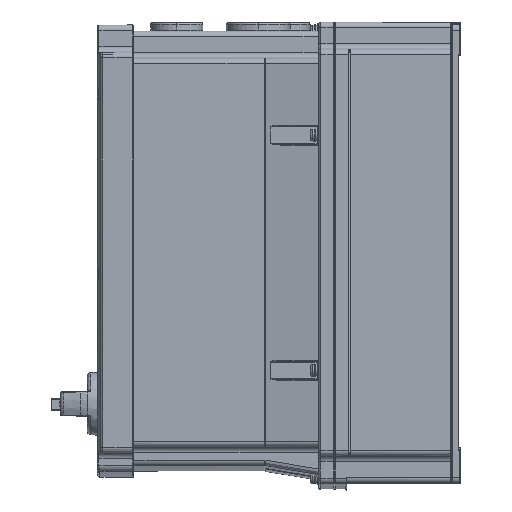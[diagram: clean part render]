
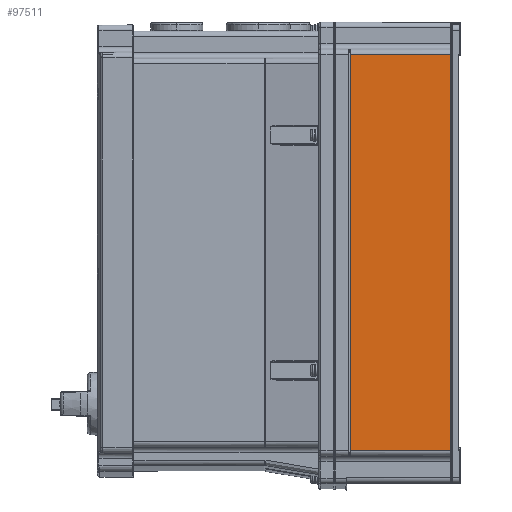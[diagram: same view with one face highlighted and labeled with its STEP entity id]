
A CAD part, left-side view. The second image highlights one B-rep face of the part: STEP entity #97511.
In plain terms, the highlighted planar face has unit normal (-1, 0, 0).
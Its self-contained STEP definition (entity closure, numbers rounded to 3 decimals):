
#4881 = DIRECTION ( 'NONE',  ( 0., 0., -1. ) ) ;
#13465 = EDGE_LOOP ( 'NONE', ( #83683, #45192, #69298, #96071 ) ) ;
#18550 = VERTEX_POINT ( 'NONE', #41080 ) ;
#18894 = DIRECTION ( 'NONE',  ( 0., 0., -1. ) ) ;
#21593 = DIRECTION ( 'NONE',  ( 0., 1., 0. ) ) ;
#31478 = AXIS2_PLACEMENT_3D ( 'NONE', #100889, #124712, #18894 ) ;
#40529 = CARTESIAN_POINT ( 'NONE',  ( -109., -9.207, 36.5 ) ) ;
#41080 = CARTESIAN_POINT ( 'NONE',  ( -109., -9.207, 109.5 ) ) ;
#44960 = CARTESIAN_POINT ( 'NONE',  ( -109., -177.547, -109.5 ) ) ;
#45192 = ORIENTED_EDGE ( 'NONE', *, *, #74455, .F. ) ;
#48741 = EDGE_CURVE ( 'NONE', #18550, #87931, #79035, .T. ) ;
#50748 = VERTEX_POINT ( 'NONE', #84721 ) ;
#53426 = LINE ( 'NONE', #100300, #153538 ) ;
#54709 = EDGE_CURVE ( 'NONE', #87931, #50748, #53426, .T. ) ;
#60623 = CARTESIAN_POINT ( 'NONE',  ( -109., -64.5, 109.5 ) ) ;
#66001 = VECTOR ( 'NONE', #129419, 1000. ) ;
#66588 = PLANE ( 'NONE',  #31478 ) ;
#69298 = ORIENTED_EDGE ( 'NONE', *, *, #54709, .F. ) ;
#70117 = FACE_OUTER_BOUND ( 'NONE', #13465, .T. ) ;
#74455 = EDGE_CURVE ( 'NONE', #50748, #95125, #138263, .T. ) ;
#79035 = LINE ( 'NONE', #116475, #66001 ) ;
#83683 = ORIENTED_EDGE ( 'NONE', *, *, #107785, .F. ) ;
#84560 = B_SPLINE_CURVE_WITH_KNOTS ( 'NONE', 3,
 ( #85121, #135909, #40529, #135379 ),
 .UNSPECIFIED., .F., .F.,
 ( 4, 4 ),
 ( 0., 1. ),
 .UNSPECIFIED. ) ;
#84721 = CARTESIAN_POINT ( 'NONE',  ( -109., -64.5, -109.5 ) ) ;
#85121 = CARTESIAN_POINT ( 'NONE',  ( -109., -9.207, -109.5 ) ) ;
#87931 = VERTEX_POINT ( 'NONE', #60623 ) ;
#95125 = VERTEX_POINT ( 'NONE', #96132 ) ;
#96071 = ORIENTED_EDGE ( 'NONE', *, *, #48741, .F. ) ;
#96132 = CARTESIAN_POINT ( 'NONE',  ( -109., -9.207, -109.5 ) ) ;
#97511 = ADVANCED_FACE ( 'NONE', ( #70117 ), #66588, .F. ) ;
#99297 = VECTOR ( 'NONE', #21593, 1000. ) ;
#100300 = CARTESIAN_POINT ( 'NONE',  ( -109., -64.5, 127.5 ) ) ;
#100889 = CARTESIAN_POINT ( 'NONE',  ( -109., -65., 127.5 ) ) ;
#107785 = EDGE_CURVE ( 'NONE', #95125, #18550, #84560, .T. ) ;
#116475 = CARTESIAN_POINT ( 'NONE',  ( -109., 120.047, 109.5 ) ) ;
#124712 = DIRECTION ( 'NONE',  ( 1., 0., 0. ) ) ;
#129419 = DIRECTION ( 'NONE',  ( 0., -1., 0. ) ) ;
#135379 = CARTESIAN_POINT ( 'NONE',  ( -109., -9.207, 109.5 ) ) ;
#135909 = CARTESIAN_POINT ( 'NONE',  ( -109., -9.207, -36.5 ) ) ;
#138263 = LINE ( 'NONE', #44960, #99297 ) ;
#153538 = VECTOR ( 'NONE', #4881, 1000. ) ;
